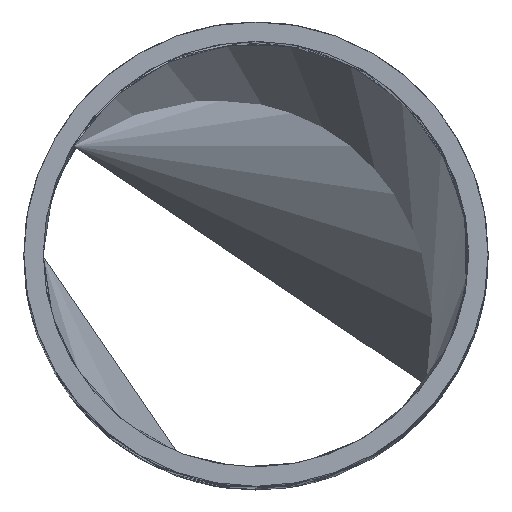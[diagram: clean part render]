
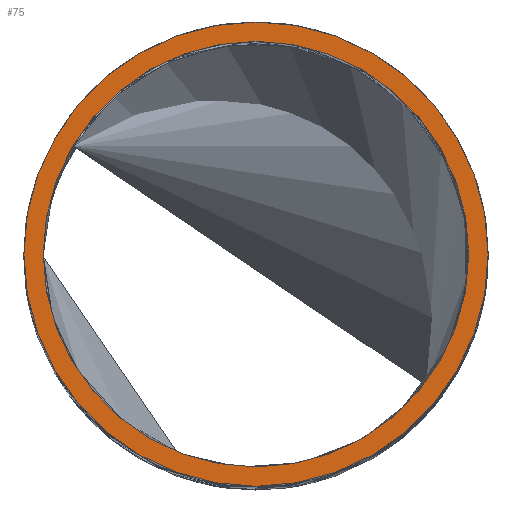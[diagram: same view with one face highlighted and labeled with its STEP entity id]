
A CAD part, top view. The second image highlights one B-rep face of the part: STEP entity #75.
In plain terms, the highlighted planar face has unit normal (0, 0, 1).
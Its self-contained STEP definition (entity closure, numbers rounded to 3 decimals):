
#75=ADVANCED_FACE('',(#1247,#1249),#1251,.T.);
#1247=FACE_BOUND('',#1248,.T.);
#1248=EDGE_LOOP('',(#2123));
#1249=FACE_BOUND('',#1250,.T.);
#1250=EDGE_LOOP('',(#2124));
#1251=PLANE('',#1252);
#1252=AXIS2_PLACEMENT_3D('',#1253,#1254,#1255);
#1253=CARTESIAN_POINT('',(0.,0.,110.));
#1254=DIRECTION('',(0.,0.,1.));
#1255=DIRECTION('',(1.,0.,0.));
#2123=ORIENTED_EDGE('',*,*,#2389,.T.);
#2124=ORIENTED_EDGE('',*,*,#2477,.T.);
#2389=EDGE_CURVE('',#2675,#2675,#2676,.T.);
#2477=EDGE_CURVE('',#2851,#2851,#2852,.F.);
#2675=VERTEX_POINT('',#3563);
#2676=CIRCLE('',#3564,12.);
#2851=VERTEX_POINT('',#4370);
#2852=CIRCLE('',#4371,11.);
#3563=CARTESIAN_POINT('',(-12.,0.,110.));
#3564=AXIS2_PLACEMENT_3D('',#3565,#3566,#3567);
#3565=CARTESIAN_POINT('',(0.,0.,110.));
#3566=DIRECTION('',(0.,0.,1.));
#3567=DIRECTION('',(1.,0.,0.));
#4370=CARTESIAN_POINT('',(-11.,0.,110.));
#4371=AXIS2_PLACEMENT_3D('',#4372,#4373,#4374);
#4372=CARTESIAN_POINT('',(0.,0.,110.));
#4373=DIRECTION('',(0.,0.,1.));
#4374=DIRECTION('',(1.,0.,0.));
